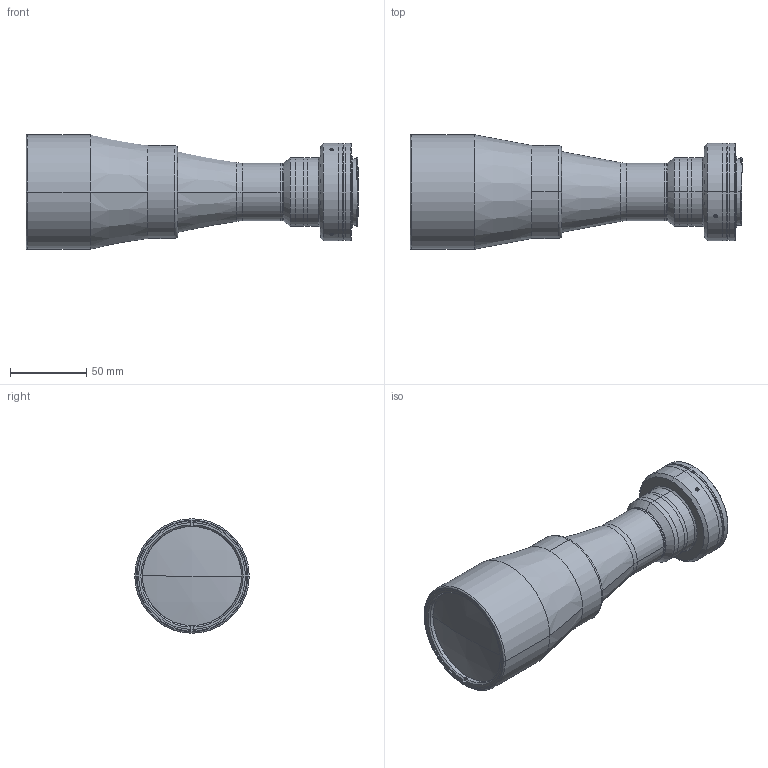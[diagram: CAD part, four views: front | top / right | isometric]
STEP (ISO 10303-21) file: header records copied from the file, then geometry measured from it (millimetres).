
FILE_DESCRIPTION (( 'STEP AP203' ), '1' );
FILE_NAME ('DP32084-A_TC10M048-F.step', '2022-12-06T16:49:32', ( '' ), ( '' ), 'SwSTEP 2.0', 'SolidWorks 2021', '' );
FILE_SCHEMA (( 'CONFIG_CONTROL_DESIGN' ));
Length unit declared in the file: millimetre
Products named in the file (1): DP32084-A_TC10M048-F
Bounding box: 217.62 x 75 x 75 mm (x, y, z)
Surface area: 64361.5 mm2 (no closed solid volume)
Topology: 0 solids, 19 shells, 136 faces, 394 edges, 278 vertices
Faces by surface type: cylinder 64, plane 42, cone 22, torus 6, sphere 2
Entity records: 4842 total; most frequent: CARTESIAN_POINT 1067, DIRECTION 860, ORIENTED_EDGE 629, EDGE_CURVE 394, AXIS2_PLACEMENT_3D 351, VERTEX_POINT 278, CIRCLE 214, EDGE_LOOP 170
